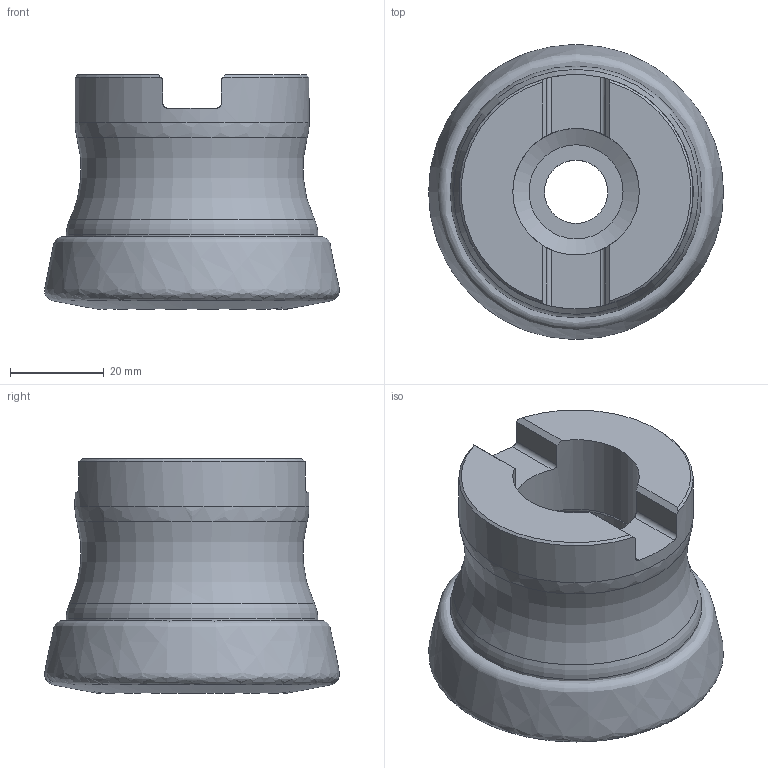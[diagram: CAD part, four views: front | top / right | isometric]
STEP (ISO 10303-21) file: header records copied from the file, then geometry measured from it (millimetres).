
FILE_DESCRIPTION(/* description */ (''),/* implementation_level */ '2;1');
FILE_NAME(/* name */ 'R220.21-0063-SP14.5A_Basic.stp',/* time_stamp */ '2023-03-13T10:12:56+06:00',/* author */ (''),/* organization */ (''),/* preprocessor_version */ 'ST-DEVELOPER v16.7',/* originating_system */ 'SIEMENS PLM Software NX 12.0',/* authorisation */ '');
FILE_SCHEMA (('AUTOMOTIVE_DESIGN { 1 0 10303 214 3 1 1 1 }'));
Length unit declared in the file: millimetre
Products named in the file (4): CUT; NOCUT; ASSEMBLY_CONSTRUCTION; A2280099_stp_stp
Assembly tree (3 placements, depth 2):
  A2280099_stp_stp
    ASSEMBLY_CONSTRUCTION
    NOCUT
    CUT
Bounding box: 62.92 x 62.88 x 50 mm (x, y, z)
Volume: 108731.5 mm3; surface area: 23347.3 mm2
Topology: 2 solids, 2 shells, 40 faces, 103 edges, 77 vertices
Faces by surface type: plane 15, cylinder 10, cone 7, torus 5, revolution 2, bspline 1
Full cylindrical faces by diameter (mm): 13.5 x1, 20 x1, 27 x1, 28 x1, 50 x1, 53.7 x1
Entity records: 1537 total; most frequent: CARTESIAN_POINT 454, DIRECTION 206, ORIENTED_EDGE 150, AXIS2_PLACEMENT_3D 90, EDGE_CURVE 75, EDGE_LOOP 62, VERTEX_POINT 57, FACE_BOUND 44
